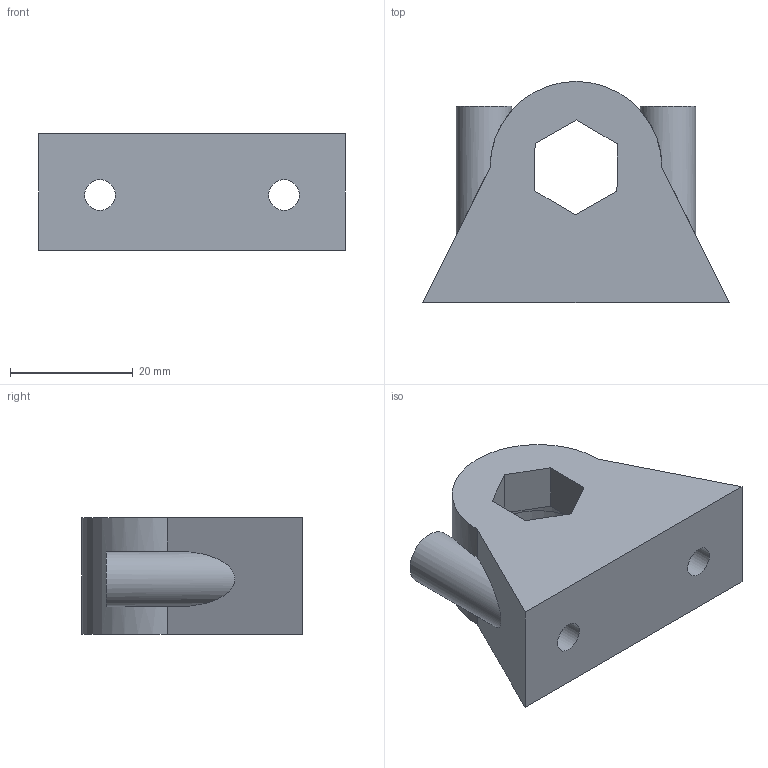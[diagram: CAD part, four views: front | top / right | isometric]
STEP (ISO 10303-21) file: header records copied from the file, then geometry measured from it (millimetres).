
FILE_DESCRIPTION(/* description */ (''),/* implementation_level */ '2;1');
FILE_NAME(/* name */ 'Joint sled right.step',/* time_stamp */ '2023-08-18T11:26:35+02:00',/* author */ (''),/* organization */ (''),/* preprocessor_version */ 'ST-DEVELOPER v20',/* originating_system */ 'Autodesk Translation Framework v12.9.0.99',/* authorisation */ '');
FILE_SCHEMA (('AUTOMOTIVE_DESIGN { 1 0 10303 214 3 1 1 }'));
Length unit declared in the file: millimetre
Products named in the file (2): DiyActivePedal; Sled joint 1
Assembly tree (1 placements, depth 2):
  DiyActivePedal
    Sled joint 1
Bounding box: 50 x 36 x 19 mm (x, y, z)
Volume: 17037.9 mm3; surface area: 7190.3 mm2
Topology: 1 solids, 1 shells, 22 faces, 54 edges, 36 vertices
Faces by surface type: plane 15, cylinder 7
Full cylindrical faces by diameter (mm): 5 x2, 9 x2, 18 x1, 22 x1
Entity records: 770 total; most frequent: CARTESIAN_POINT 166, DIRECTION 116, ORIENTED_EDGE 108, EDGE_CURVE 54, AXIS2_PLACEMENT_3D 40, LINE 36, VECTOR 36, VERTEX_POINT 36
